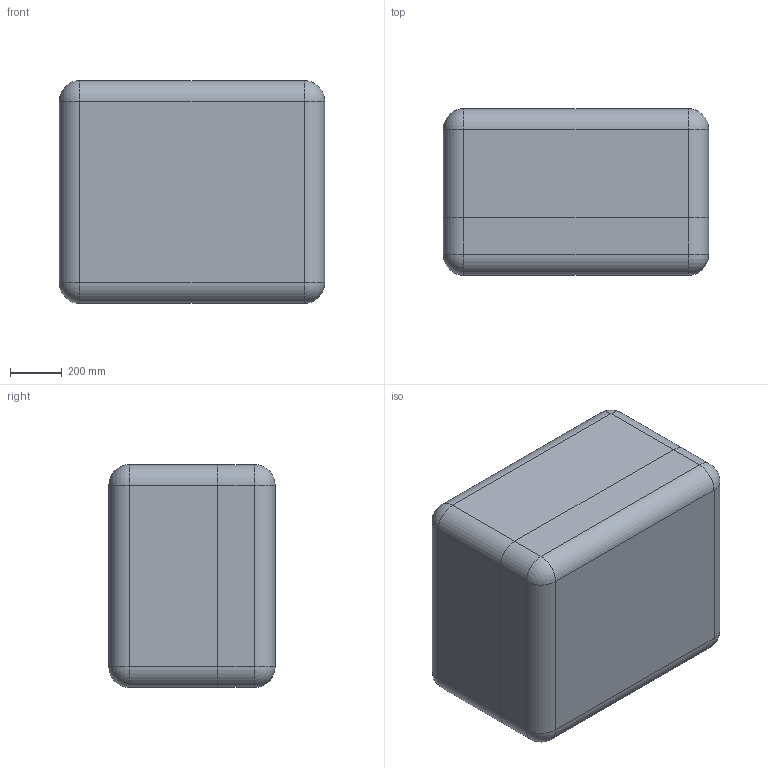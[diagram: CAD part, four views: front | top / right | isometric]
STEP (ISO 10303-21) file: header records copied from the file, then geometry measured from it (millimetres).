
FILE_DESCRIPTION (( 'STEP AP214' ), '1' );
FILE_NAME ('Òðàíñïîðòíûé êîíòåéíåð ÀÄÌÈÐÀË®ÏÐÎÔÅÑÑÈÎÍÀËÜÍÛÅ 194_óïðîùåííàÿ 3D-ìîäåëü.STEP', '2025-09-04T06:52:31', ( '' ), ( '' ), 'SwSTEP 2.0', 'SolidWorks 2021', '' );
FILE_SCHEMA (( 'AUTOMOTIVE_DESIGN' ));
Length unit declared in the file: millimetre
Products named in the file (3): Lid_194-1; Òðàíñïîðòíûé êîíòåéíåð ÀÄÌÈÐÀË®ÏÐÎÔÅÑÑÈÎÍÀËÜÍÛÅ 194_óïðîùåííàÿ 3D-ìîäåëü; Base 195-1
Assembly tree (2 placements, depth 2):
  Òðàíñïîðòíûé êîíòåéíåð ÀÄÌÈÐÀË®ÏÐÎÔÅÑÑÈÎÍÀËÜÍÛÅ 194_óïðîùåííàÿ 3D-ìîäåëü
    Base 195-1
    Lid_194-1
Bounding box: 1027.26 x 644.02 x 863.07 mm (x, y, z)
Volume: 195864776.6 mm3; surface area: 8637170.3 mm2
Topology: 2 solids, 2 shells, 1930 faces, 4754 edges, 2744 vertices
Faces by surface type: cylinder 768, bspline 500, plane 366, torus 232, sphere 36, cone 28
Entity records: 75410 total; most frequent: CARTESIAN_POINT 33563, ORIENTED_EDGE 9300, DIRECTION 8264, EDGE_CURVE 4650, AXIS2_PLACEMENT_3D 3263, VERTEX_POINT 2744, EDGE_LOOP 1950, FACE_OUTER_BOUND 1930
